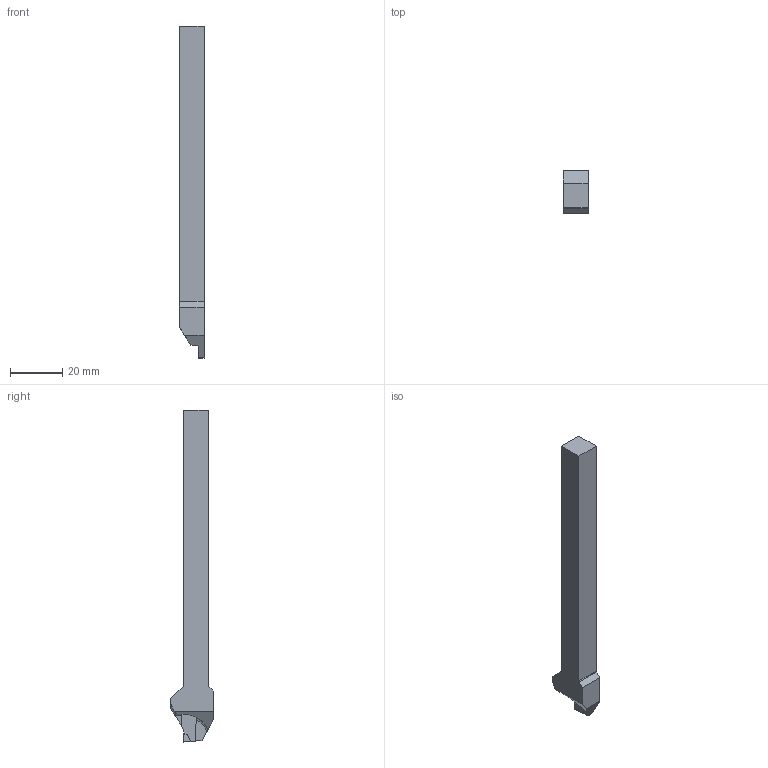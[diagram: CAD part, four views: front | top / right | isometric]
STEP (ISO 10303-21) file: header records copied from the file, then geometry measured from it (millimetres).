
FILE_DESCRIPTION(/* description */ (''),/* implementation_level */ '2;1');
FILE_NAME(/* name */ '1554966567617.stp',/* time_stamp */ '2019-04-11T12:39:56+05:00',/* author */ (''),/* organization */ ('SMS'),/* preprocessor_version */ 'ST-DEVELOPER v15',/* originating_system */ 'SIEMENS PLM Software NX 8.5',/* authorisation */ '');
FILE_SCHEMA (('AUTOMOTIVE_DESIGN { 1 0 10303 214 3 1 1 1 }'));
Length unit declared in the file: millimetre
Products named in the file (4): 201539461mod000_00; ASSEMBLY_CONSTRUCTION; 202154956mod000_00; 202154954mod000_00
Assembly tree (3 placements, depth 2):
  202154954mod000_00
    202154956mod000_00
    ASSEMBLY_CONSTRUCTION
    201539461mod000_00
Bounding box: 9.6 x 16.43 x 127 mm (x, y, z)
Volume: 11184.5 mm3; surface area: 5277.5 mm2
Topology: 2 solids, 2 shells, 67 faces, 187 edges, 130 vertices
Faces by surface type: plane 45, bspline 10, cylinder 7, extrusion 4, torus 1
Entity records: 2534 total; most frequent: CARTESIAN_POINT 747, ORIENTED_EDGE 372, DIRECTION 287, EDGE_CURVE 186, VECTOR 135, LINE 131, VERTEX_POINT 123, AXIS2_PLACEMENT_3D 76
